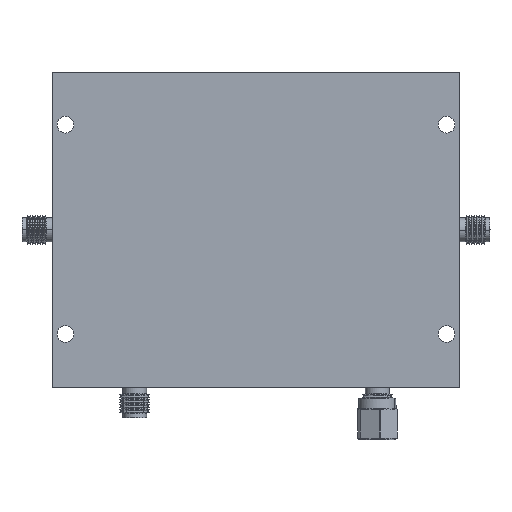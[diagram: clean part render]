
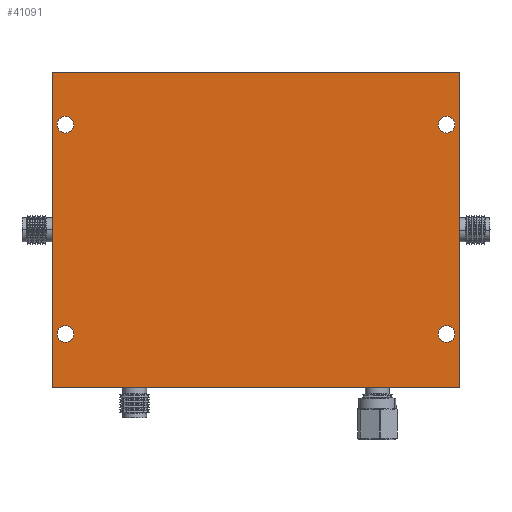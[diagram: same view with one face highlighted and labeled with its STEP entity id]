
A CAD part, front view. The second image highlights one B-rep face of the part: STEP entity #41091.
In plain terms, the highlighted planar face has unit normal (0, -1, 0).
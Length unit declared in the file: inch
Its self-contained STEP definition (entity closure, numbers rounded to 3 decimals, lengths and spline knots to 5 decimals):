
#125 = ORIENTED_EDGE ( 'NONE', *, *, #9335, .T. ) ;
#1313 = ORIENTED_EDGE ( 'NONE', *, *, #3559, .T. ) ;
#1765 = DIRECTION ( 'NONE',  ( 0., 0., 1. ) ) ;
#3365 = CARTESIAN_POINT ( 'NONE',  ( 1.594, 0., 0.81 ) ) ;
#3559 = EDGE_CURVE ( 'NONE', #37943, #17983, #40170, .T. ) ;
#3669 = VERTEX_POINT ( 'NONE', #40598 ) ;
#3860 = VERTEX_POINT ( 'NONE', #35819 ) ;
#3988 = DIRECTION ( 'NONE',  ( 0., 0., 1. ) ) ;
#4505 = CARTESIAN_POINT ( 'NONE',  ( 1.594, 0., -0.87 ) ) ;
#4539 = CIRCLE ( 'NONE', #5255, 0.07 ) ;
#4938 = AXIS2_PLACEMENT_3D ( 'NONE', #14981, #32067, #8610 ) ;
#5254 = CARTESIAN_POINT ( 'NONE',  ( 0., 0., 0. ) ) ;
#5255 = AXIS2_PLACEMENT_3D ( 'NONE', #4505, #18481, #28409 ) ;
#6427 = DIRECTION ( 'NONE',  ( 0., 0., 1. ) ) ;
#6685 = CARTESIAN_POINT ( 'NONE',  ( 1.705, 0., -1.32 ) ) ;
#7785 = DIRECTION ( 'NONE',  ( 0., 1., 0. ) ) ;
#8134 = LINE ( 'NONE', #35596, #31676 ) ;
#8547 = VERTEX_POINT ( 'NONE', #3365 ) ;
#8588 = DIRECTION ( 'NONE',  ( 0., 0., 1. ) ) ;
#8610 = DIRECTION ( 'NONE',  ( 0., 0., 1. ) ) ;
#8629 = PLANE ( 'NONE',  #29650 ) ;
#9079 = ORIENTED_EDGE ( 'NONE', *, *, #35769, .F. ) ;
#9335 = EDGE_CURVE ( 'NONE', #37248, #3669, #4539, .T. ) ;
#9450 = DIRECTION ( 'NONE',  ( 0., 0., 1. ) ) ;
#10374 = CARTESIAN_POINT ( 'NONE',  ( -1.705, 0., 1.32 ) ) ;
#11046 = CIRCLE ( 'NONE', #24712, 0.07 ) ;
#11299 = DIRECTION ( 'NONE',  ( 0., 0., -1. ) ) ;
#11378 = CARTESIAN_POINT ( 'NONE',  ( 1.594, 0., 0.88 ) ) ;
#11596 = VERTEX_POINT ( 'NONE', #39616 ) ;
#12203 = DIRECTION ( 'NONE',  ( 0., 1., 0. ) ) ;
#12215 = EDGE_CURVE ( 'NONE', #20825, #13896, #16395, .T. ) ;
#12242 = FACE_BOUND ( 'NONE', #42089, .T. ) ;
#12276 = VECTOR ( 'NONE', #12793, 39.37008 ) ;
#12793 = DIRECTION ( 'NONE',  ( -1., 0., 0. ) ) ;
#12894 = AXIS2_PLACEMENT_3D ( 'NONE', #28904, #12203, #8588 ) ;
#13179 = CARTESIAN_POINT ( 'NONE',  ( -1.705, 0., 1.32 ) ) ;
#13455 = ORIENTED_EDGE ( 'NONE', *, *, #30922, .T. ) ;
#13896 = VERTEX_POINT ( 'NONE', #26258 ) ;
#14497 = CARTESIAN_POINT ( 'NONE',  ( 1.705, 0., 1.32 ) ) ;
#14683 = VECTOR ( 'NONE', #26918, 39.37008 ) ;
#14790 = CARTESIAN_POINT ( 'NONE',  ( 1.594, 0., -0.8 ) ) ;
#14981 = CARTESIAN_POINT ( 'NONE',  ( -1.594, 0., -0.87 ) ) ;
#15198 = EDGE_CURVE ( 'NONE', #41849, #8547, #11046, .T. ) ;
#15499 = CIRCLE ( 'NONE', #33427, 0.07 ) ;
#16121 = FACE_BOUND ( 'NONE', #25586, .T. ) ;
#16170 = ORIENTED_EDGE ( 'NONE', *, *, #15198, .T. ) ;
#16203 = LINE ( 'NONE', #29914, #12276 ) ;
#16395 = CIRCLE ( 'NONE', #41531, 0.07 ) ;
#17268 = CIRCLE ( 'NONE', #29355, 0.07 ) ;
#17397 = CIRCLE ( 'NONE', #38235, 0.07 ) ;
#17785 = CARTESIAN_POINT ( 'NONE',  ( 1.594, 0., 0.95 ) ) ;
#17864 = LINE ( 'NONE', #14497, #20642 ) ;
#17983 = VERTEX_POINT ( 'NONE', #18568 ) ;
#18095 = EDGE_LOOP ( 'NONE', ( #9079, #29086, #19943, #27322 ) ) ;
#18481 = DIRECTION ( 'NONE',  ( 0., 1., 0. ) ) ;
#18568 = CARTESIAN_POINT ( 'NONE',  ( -1.594, 0., -0.94 ) ) ;
#19943 = ORIENTED_EDGE ( 'NONE', *, *, #24572, .F. ) ;
#20022 = EDGE_CURVE ( 'NONE', #13896, #20825, #17268, .T. ) ;
#20373 = CARTESIAN_POINT ( 'NONE',  ( -1.594, 0., -0.8 ) ) ;
#20642 = VECTOR ( 'NONE', #11299, 39.37008 ) ;
#20825 = VERTEX_POINT ( 'NONE', #32819 ) ;
#21751 = DIRECTION ( 'NONE',  ( 0., 1., 0. ) ) ;
#22114 = CARTESIAN_POINT ( 'NONE',  ( 1.594, 0., 0.88 ) ) ;
#22318 = DIRECTION ( 'NONE',  ( 0., 0., 1. ) ) ;
#22836 = FACE_OUTER_BOUND ( 'NONE', #18095, .T. ) ;
#23573 = CARTESIAN_POINT ( 'NONE',  ( -1.594, 0., -0.87 ) ) ;
#23658 = EDGE_LOOP ( 'NONE', ( #29095, #125 ) ) ;
#24572 = EDGE_CURVE ( 'NONE', #11596, #33755, #8134, .T. ) ;
#24712 = AXIS2_PLACEMENT_3D ( 'NONE', #22114, #43250, #22318 ) ;
#24982 = CARTESIAN_POINT ( 'NONE',  ( -1.594, 0., 0.88 ) ) ;
#25586 = EDGE_LOOP ( 'NONE', ( #13455, #1313 ) ) ;
#26258 = CARTESIAN_POINT ( 'NONE',  ( -1.594, 0., 0.95 ) ) ;
#26560 = EDGE_CURVE ( 'NONE', #33755, #3860, #26670, .T. ) ;
#26670 = LINE ( 'NONE', #13179, #14683 ) ;
#26918 = DIRECTION ( 'NONE',  ( 1., 0., 0. ) ) ;
#27322 = ORIENTED_EDGE ( 'NONE', *, *, #28492, .F. ) ;
#28229 = EDGE_LOOP ( 'NONE', ( #43022, #42784 ) ) ;
#28409 = DIRECTION ( 'NONE',  ( 0., 0., 1. ) ) ;
#28492 = EDGE_CURVE ( 'NONE', #39315, #11596, #16203, .T. ) ;
#28904 = CARTESIAN_POINT ( 'NONE',  ( 1.594, 0., -0.87 ) ) ;
#29086 = ORIENTED_EDGE ( 'NONE', *, *, #26560, .F. ) ;
#29095 = ORIENTED_EDGE ( 'NONE', *, *, #38131, .T. ) ;
#29355 = AXIS2_PLACEMENT_3D ( 'NONE', #24982, #38684, #1765 ) ;
#29650 = AXIS2_PLACEMENT_3D ( 'NONE', #5254, #37444, #31163 ) ;
#29831 = FACE_BOUND ( 'NONE', #28229, .T. ) ;
#29914 = CARTESIAN_POINT ( 'NONE',  ( -1.705, 0., -1.32 ) ) ;
#30922 = EDGE_CURVE ( 'NONE', #17983, #37943, #17397, .T. ) ;
#31163 = DIRECTION ( 'NONE',  ( 0., 0., -1. ) ) ;
#31676 = VECTOR ( 'NONE', #9450, 39.37008 ) ;
#32067 = DIRECTION ( 'NONE',  ( 0., 1., 0. ) ) ;
#32104 = DIRECTION ( 'NONE',  ( 0., 0., 1. ) ) ;
#32819 = CARTESIAN_POINT ( 'NONE',  ( -1.594, 0., 0.81 ) ) ;
#33427 = AXIS2_PLACEMENT_3D ( 'NONE', #11378, #21751, #32104 ) ;
#33755 = VERTEX_POINT ( 'NONE', #10374 ) ;
#35596 = CARTESIAN_POINT ( 'NONE',  ( -1.705, 0., 1.32 ) ) ;
#35769 = EDGE_CURVE ( 'NONE', #3860, #39315, #17864, .T. ) ;
#35819 = CARTESIAN_POINT ( 'NONE',  ( 1.705, 0., 1.32 ) ) ;
#37248 = VERTEX_POINT ( 'NONE', #14790 ) ;
#37290 = DIRECTION ( 'NONE',  ( 0., 1., 0. ) ) ;
#37444 = DIRECTION ( 'NONE',  ( 0., -1., 0. ) ) ;
#37943 = VERTEX_POINT ( 'NONE', #20373 ) ;
#38131 = EDGE_CURVE ( 'NONE', #3669, #37248, #40184, .T. ) ;
#38235 = AXIS2_PLACEMENT_3D ( 'NONE', #23573, #37290, #6427 ) ;
#38630 = CARTESIAN_POINT ( 'NONE',  ( -1.594, 0., 0.88 ) ) ;
#38684 = DIRECTION ( 'NONE',  ( 0., 1., 0. ) ) ;
#39315 = VERTEX_POINT ( 'NONE', #6685 ) ;
#39616 = CARTESIAN_POINT ( 'NONE',  ( -1.705, 0., -1.32 ) ) ;
#40160 = FACE_BOUND ( 'NONE', #23658, .T. ) ;
#40170 = CIRCLE ( 'NONE', #4938, 0.07 ) ;
#40184 = CIRCLE ( 'NONE', #12894, 0.07 ) ;
#40598 = CARTESIAN_POINT ( 'NONE',  ( 1.594, 0., -0.94 ) ) ;
#41091 = ADVANCED_FACE ( 'NONE', ( #12242, #16121, #22836, #40160, #29831 ), #8629, .T. ) ;
#41397 = ORIENTED_EDGE ( 'NONE', *, *, #43232, .T. ) ;
#41531 = AXIS2_PLACEMENT_3D ( 'NONE', #38630, #7785, #3988 ) ;
#41849 = VERTEX_POINT ( 'NONE', #17785 ) ;
#42089 = EDGE_LOOP ( 'NONE', ( #41397, #16170 ) ) ;
#42784 = ORIENTED_EDGE ( 'NONE', *, *, #20022, .T. ) ;
#43022 = ORIENTED_EDGE ( 'NONE', *, *, #12215, .T. ) ;
#43232 = EDGE_CURVE ( 'NONE', #8547, #41849, #15499, .T. ) ;
#43250 = DIRECTION ( 'NONE',  ( 0., 1., 0. ) ) ;
